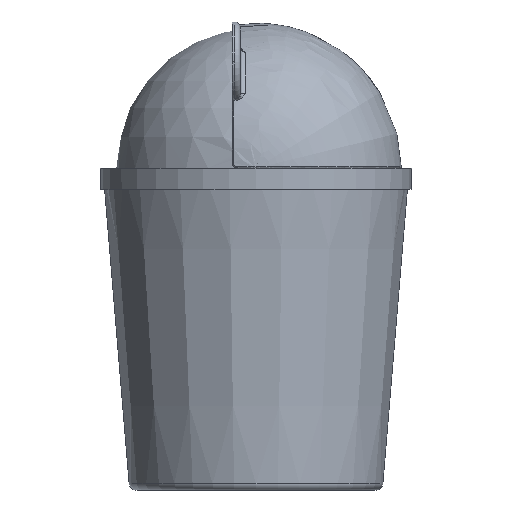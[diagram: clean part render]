
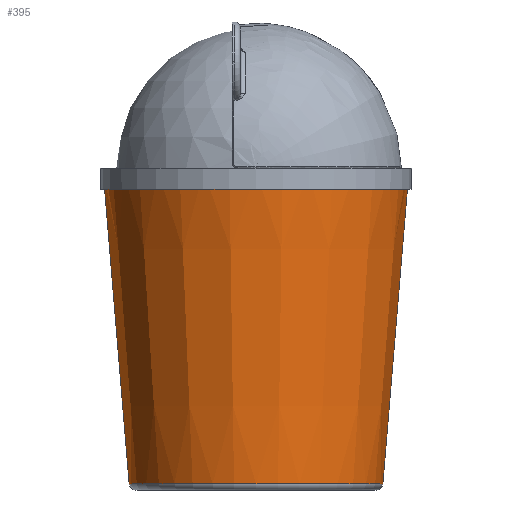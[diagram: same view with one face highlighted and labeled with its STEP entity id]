
A CAD part, front view. The second image highlights one B-rep face of the part: STEP entity #395.
In plain terms, the highlighted conical face has half-angle 4.764 degrees and reference radius 57.5 mm.
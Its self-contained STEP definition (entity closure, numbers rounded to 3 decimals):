
#252=CARTESIAN_POINT('Vertex',(-57.5,0.,120.)) ;
#255=CARTESIAN_POINT('Axis2P3D Location',(0.,0.,120.)) ;
#259=CARTESIAN_POINT('Vertex',(57.5,0.,120.)) ;
#354=CARTESIAN_POINT('Control Point',(47.691,0.,2.292)) ;
#355=CARTESIAN_POINT('Control Point',(52.596,0.,61.146)) ;
#356=CARTESIAN_POINT('Control Point',(57.5,0.,120.)) ;
#357=CARTESIAN_POINT('Vertex',(47.691,0.,2.292)) ;
#372=CARTESIAN_POINT('Axis2P3D Location',(0.,0.,120.)) ;
#377=CARTESIAN_POINT('Line Origine',(-52.596,0.,61.146)) ;
#381=CARTESIAN_POINT('Vertex',(-47.691,0.,2.292)) ;
#384=CARTESIAN_POINT('Axis2P3D Location',(0.,0.,2.292)) ;
#256=DIRECTION('Axis2P3D Direction',(0.,0.,1.)) ;
#373=DIRECTION('Axis2P3D Direction',(0.,0.,1.)) ;
#374=DIRECTION('Axis2P3D XDirection',(-1.,0.,0.)) ;
#378=DIRECTION('Vector Direction',(-0.083,0.,0.997)) ;
#385=DIRECTION('Axis2P3D Direction',(0.,0.,1.)) ;
#257=AXIS2_PLACEMENT_3D('Circle Axis2P3D',#255,#256,$) ;
#375=AXIS2_PLACEMENT_3D('Cone Axis2P3D',#372,#373,#374) ;
#386=AXIS2_PLACEMENT_3D('Circle Axis2P3D',#384,#385,$) ;
#390=ORIENTED_EDGE('',*,*,#359,.T.) ;
#391=ORIENTED_EDGE('',*,*,#261,.F.) ;
#392=ORIENTED_EDGE('',*,*,#383,.F.) ;
#393=ORIENTED_EDGE('',*,*,#388,.T.) ;
#379=VECTOR('Line Direction',#378,1.) ;
#395=ADVANCED_FACE('baseBoteOsito.1\\PartBody',(#394),#376,.T.) ;
#353=B_SPLINE_CURVE_WITH_KNOTS('',2,(#354,#355,#356),.UNSPECIFIED.,.F.,.U.,(3,3),(-57.908,60.208),.UNSPECIFIED.) ;
#258=CIRCLE('generated circle',#257,57.5) ;
#387=CIRCLE('generated circle',#386,47.691) ;
#376=CONICAL_SURFACE('Cone',#375,57.5,0.083) ;
#261=EDGE_CURVE('',#253,#260,#258,.T.) ;
#359=EDGE_CURVE('',#358,#260,#353,.T.) ;
#383=EDGE_CURVE('',#382,#253,#380,.T.) ;
#388=EDGE_CURVE('',#382,#358,#387,.T.) ;
#389=EDGE_LOOP('',(#390,#391,#392,#393)) ;
#394=FACE_OUTER_BOUND('',#389,.T.) ;
#380=LINE('Line',#377,#379) ;
#253=VERTEX_POINT('',#252) ;
#260=VERTEX_POINT('',#259) ;
#358=VERTEX_POINT('',#357) ;
#382=VERTEX_POINT('',#381) ;
